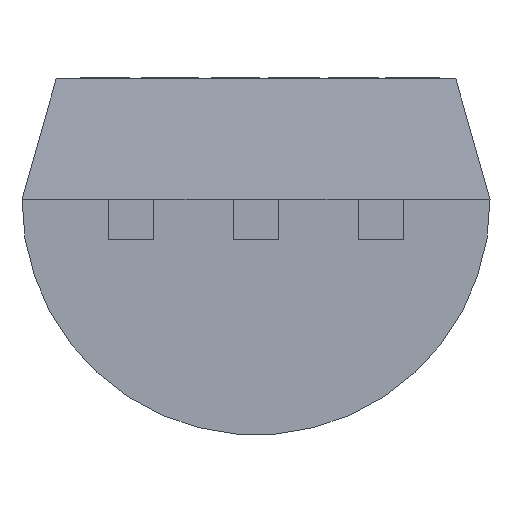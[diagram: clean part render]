
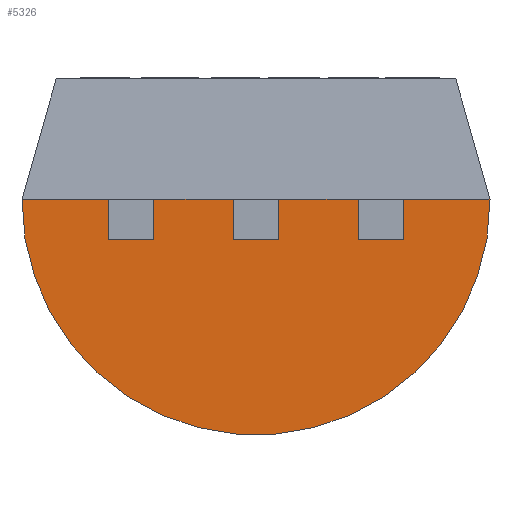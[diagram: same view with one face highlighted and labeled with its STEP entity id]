
A CAD part, front view. The second image highlights one B-rep face of the part: STEP entity #5326.
In plain terms, the highlighted planar face has unit normal (0, -1, 0).
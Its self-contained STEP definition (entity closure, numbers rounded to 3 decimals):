
#23 = VERTEX_POINT ( 'NONE', #1777 ) ;
#82 = CARTESIAN_POINT ( 'NONE',  ( -1.04, 0., 0.015 ) ) ;
#109 = CARTESIAN_POINT ( 'NONE',  ( 2.38, 0., 0.015 ) ) ;
#115 = VECTOR ( 'NONE', #2772, 1000. ) ;
#129 = CARTESIAN_POINT ( 'NONE',  ( 1.04, 0., -0.395 ) ) ;
#206 = ORIENTED_EDGE ( 'NONE', *, *, #1105, .F. ) ;
#241 = LINE ( 'NONE', #1155, #5195 ) ;
#253 = LINE ( 'NONE', #129, #1276 ) ;
#262 = ORIENTED_EDGE ( 'NONE', *, *, #5834, .F. ) ;
#272 = DIRECTION ( 'NONE',  ( 0., 1., 0. ) ) ;
#295 = VERTEX_POINT ( 'NONE', #2413 ) ;
#312 = VERTEX_POINT ( 'NONE', #82 ) ;
#333 = ORIENTED_EDGE ( 'NONE', *, *, #3038, .T. ) ;
#593 = LINE ( 'NONE', #1100, #2174 ) ;
#819 = VERTEX_POINT ( 'NONE', #3461 ) ;
#906 = DIRECTION ( 'NONE',  ( 0., 0., -1. ) ) ;
#954 = VECTOR ( 'NONE', #2834, 1000. ) ;
#1000 = EDGE_CURVE ( 'NONE', #23, #819, #1936, .T. ) ;
#1020 = FACE_OUTER_BOUND ( 'NONE', #5505, .T. ) ;
#1031 = VERTEX_POINT ( 'NONE', #5490 ) ;
#1100 = CARTESIAN_POINT ( 'NONE',  ( 2.38, 0., 0.015 ) ) ;
#1105 = EDGE_CURVE ( 'NONE', #2350, #5721, #241, .T. ) ;
#1155 = CARTESIAN_POINT ( 'NONE',  ( 1.5, 0., 0.015 ) ) ;
#1182 = CARTESIAN_POINT ( 'NONE',  ( 0., 0., -0.176 ) ) ;
#1276 = VECTOR ( 'NONE', #5149, 1000. ) ;
#1294 = ORIENTED_EDGE ( 'NONE', *, *, #2650, .F. ) ;
#1306 = CARTESIAN_POINT ( 'NONE',  ( 1.5, 0., -0.395 ) ) ;
#1338 = LINE ( 'NONE', #2325, #5745 ) ;
#1365 = LINE ( 'NONE', #1829, #954 ) ;
#1427 = EDGE_CURVE ( 'NONE', #2205, #3520, #2084, .T. ) ;
#1489 = VERTEX_POINT ( 'NONE', #2915 ) ;
#1546 = CARTESIAN_POINT ( 'NONE',  ( 1.5, 0., 0.015 ) ) ;
#1678 = AXIS2_PLACEMENT_3D ( 'NONE', #6196, #6131, #2816 ) ;
#1777 = CARTESIAN_POINT ( 'NONE',  ( -1.5, 0., 0.015 ) ) ;
#1787 = VECTOR ( 'NONE', #4713, 1000. ) ;
#1829 = CARTESIAN_POINT ( 'NONE',  ( -1.04, 0., 0.015 ) ) ;
#1853 = VECTOR ( 'NONE', #5840, 1000. ) ;
#1865 = CARTESIAN_POINT ( 'NONE',  ( 1.5, 0., -0.395 ) ) ;
#1911 = ORIENTED_EDGE ( 'NONE', *, *, #3681, .F. ) ;
#1936 = LINE ( 'NONE', #2298, #1853 ) ;
#2084 = LINE ( 'NONE', #3146, #5672 ) ;
#2110 = EDGE_CURVE ( 'NONE', #23, #3808, #3244, .T. ) ;
#2113 = LINE ( 'NONE', #109, #4688 ) ;
#2131 = VECTOR ( 'NONE', #906, 1000. ) ;
#2174 = VECTOR ( 'NONE', #3169, 1000. ) ;
#2195 = LINE ( 'NONE', #1306, #3857 ) ;
#2205 = VERTEX_POINT ( 'NONE', #4628 ) ;
#2298 = CARTESIAN_POINT ( 'NONE',  ( 2.38, 0., 0.015 ) ) ;
#2325 = CARTESIAN_POINT ( 'NONE',  ( 0.23, 0., -0.395 ) ) ;
#2350 = VERTEX_POINT ( 'NONE', #1865 ) ;
#2413 = CARTESIAN_POINT ( 'NONE',  ( 2.38, 0., 0.015 ) ) ;
#2417 = AXIS2_PLACEMENT_3D ( 'NONE', #1182, #272, #5259 ) ;
#2511 = ORIENTED_EDGE ( 'NONE', *, *, #1000, .T. ) ;
#2538 = DIRECTION ( 'NONE',  ( -1., 0., 0. ) ) ;
#2622 = EDGE_CURVE ( 'NONE', #3012, #3520, #5176, .T. ) ;
#2650 = EDGE_CURVE ( 'NONE', #3089, #2205, #1338, .T. ) ;
#2674 = ORIENTED_EDGE ( 'NONE', *, *, #5178, .F. ) ;
#2737 = CARTESIAN_POINT ( 'NONE',  ( -1.5, 0., -0.395 ) ) ;
#2772 = DIRECTION ( 'NONE',  ( 1., 0., 0. ) ) ;
#2809 = LINE ( 'NONE', #4299, #4709 ) ;
#2816 = DIRECTION ( 'NONE',  ( 0., 0., 1. ) ) ;
#2834 = DIRECTION ( 'NONE',  ( 0., 0., 1. ) ) ;
#2875 = ORIENTED_EDGE ( 'NONE', *, *, #1427, .F. ) ;
#2915 = CARTESIAN_POINT ( 'NONE',  ( -0.23, 0., 0.015 ) ) ;
#2985 = PLANE ( 'NONE',  #2417 ) ;
#3012 = VERTEX_POINT ( 'NONE', #3625 ) ;
#3026 = ORIENTED_EDGE ( 'NONE', *, *, #2110, .F. ) ;
#3038 = EDGE_CURVE ( 'NONE', #1489, #312, #593, .T. ) ;
#3089 = VERTEX_POINT ( 'NONE', #4517 ) ;
#3146 = CARTESIAN_POINT ( 'NONE',  ( 0.23, 0., 0.015 ) ) ;
#3169 = DIRECTION ( 'NONE',  ( -1., 0., 0. ) ) ;
#3191 = CARTESIAN_POINT ( 'NONE',  ( 2.38, 0., 0.015 ) ) ;
#3244 = LINE ( 'NONE', #5435, #2131 ) ;
#3415 = DIRECTION ( 'NONE',  ( 1., 0., 0. ) ) ;
#3461 = CARTESIAN_POINT ( 'NONE',  ( -2.38, 0., 0.015 ) ) ;
#3520 = VERTEX_POINT ( 'NONE', #3846 ) ;
#3536 = ORIENTED_EDGE ( 'NONE', *, *, #2622, .T. ) ;
#3625 = CARTESIAN_POINT ( 'NONE',  ( 1.04, 0., 0.015 ) ) ;
#3646 = DIRECTION ( 'NONE',  ( 0., 0., 1. ) ) ;
#3681 = EDGE_CURVE ( 'NONE', #3808, #4625, #5040, .T. ) ;
#3696 = ORIENTED_EDGE ( 'NONE', *, *, #5284, .F. ) ;
#3709 = CARTESIAN_POINT ( 'NONE',  ( -1.04, 0., -0.395 ) ) ;
#3808 = VERTEX_POINT ( 'NONE', #2737 ) ;
#3846 = CARTESIAN_POINT ( 'NONE',  ( 0.23, 0., 0.015 ) ) ;
#3857 = VECTOR ( 'NONE', #4268, 1000. ) ;
#3874 = DIRECTION ( 'NONE',  ( 0., 0., -1. ) ) ;
#4169 = EDGE_CURVE ( 'NONE', #295, #5721, #2113, .T. ) ;
#4268 = DIRECTION ( 'NONE',  ( 1., 0., 0. ) ) ;
#4299 = CARTESIAN_POINT ( 'NONE',  ( -0.23, 0., -0.395 ) ) ;
#4517 = CARTESIAN_POINT ( 'NONE',  ( -0.23, 0., -0.395 ) ) ;
#4588 = EDGE_CURVE ( 'NONE', #4625, #312, #1365, .T. ) ;
#4604 = CIRCLE ( 'NONE', #1678, 2.38 ) ;
#4625 = VERTEX_POINT ( 'NONE', #4837 ) ;
#4628 = CARTESIAN_POINT ( 'NONE',  ( 0.23, 0., -0.395 ) ) ;
#4688 = VECTOR ( 'NONE', #2538, 1000. ) ;
#4709 = VECTOR ( 'NONE', #3874, 1000. ) ;
#4713 = DIRECTION ( 'NONE',  ( -1., 0., 0. ) ) ;
#4837 = CARTESIAN_POINT ( 'NONE',  ( -1.04, 0., -0.395 ) ) ;
#4969 = EDGE_CURVE ( 'NONE', #295, #819, #4604, .T. ) ;
#5040 = LINE ( 'NONE', #3709, #115 ) ;
#5091 = ORIENTED_EDGE ( 'NONE', *, *, #4169, .T. ) ;
#5149 = DIRECTION ( 'NONE',  ( 0., 0., -1. ) ) ;
#5176 = LINE ( 'NONE', #3191, #1787 ) ;
#5178 = EDGE_CURVE ( 'NONE', #1031, #2350, #2195, .T. ) ;
#5195 = VECTOR ( 'NONE', #3646, 1000. ) ;
#5259 = DIRECTION ( 'NONE',  ( 0., 0., 1. ) ) ;
#5284 = EDGE_CURVE ( 'NONE', #1489, #3089, #2809, .T. ) ;
#5312 = ORIENTED_EDGE ( 'NONE', *, *, #4588, .F. ) ;
#5326 = ADVANCED_FACE ( 'NONE', ( #1020 ), #2985, .F. ) ;
#5435 = CARTESIAN_POINT ( 'NONE',  ( -1.5, 0., -0.395 ) ) ;
#5490 = CARTESIAN_POINT ( 'NONE',  ( 1.04, 0., -0.395 ) ) ;
#5505 = EDGE_LOOP ( 'NONE', ( #2674, #262, #3536, #2875, #1294, #3696, #333, #5312, #1911, #3026, #2511, #5537, #5091, #206 ) ) ;
#5537 = ORIENTED_EDGE ( 'NONE', *, *, #4969, .F. ) ;
#5672 = VECTOR ( 'NONE', #6201, 1000. ) ;
#5721 = VERTEX_POINT ( 'NONE', #1546 ) ;
#5745 = VECTOR ( 'NONE', #3415, 1000. ) ;
#5834 = EDGE_CURVE ( 'NONE', #3012, #1031, #253, .T. ) ;
#5840 = DIRECTION ( 'NONE',  ( -1., 0., 0. ) ) ;
#6131 = DIRECTION ( 'NONE',  ( 0., 1., 0. ) ) ;
#6196 = CARTESIAN_POINT ( 'NONE',  ( 0., 0., 0. ) ) ;
#6201 = DIRECTION ( 'NONE',  ( 0., 0., 1. ) ) ;
